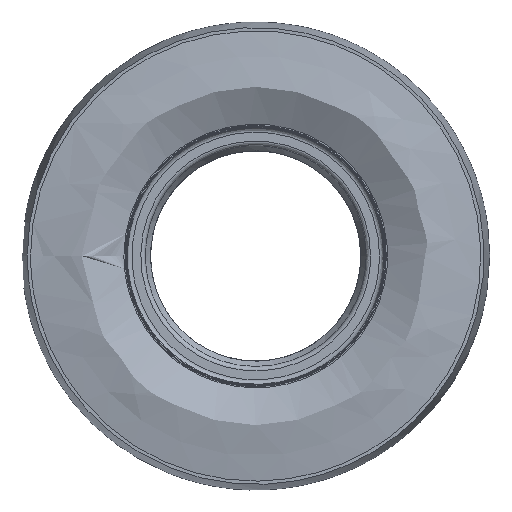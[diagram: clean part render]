
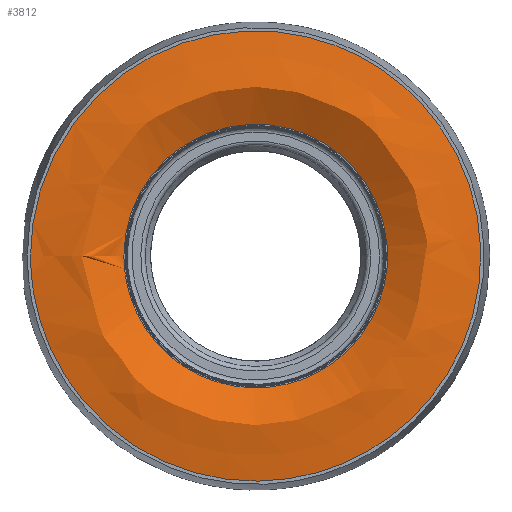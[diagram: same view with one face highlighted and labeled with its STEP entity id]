
A CAD part, left-side view. The second image highlights one B-rep face of the part: STEP entity #3812.
In plain terms, the highlighted free-form (B-spline) face has degree [3, 3] with [6, 7] control points.
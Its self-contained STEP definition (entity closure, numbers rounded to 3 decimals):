
#3796 = EDGE_CURVE('',#3797,#3797,#3799,.T.);
#3797 = VERTEX_POINT('',#3798);
#3798 = CARTESIAN_POINT('',(-138.525,266.889,0.));
#3799 = ( BOUNDED_CURVE() B_SPLINE_CURVE(2,(#3800,#3801,#3802,#3803,
#3804,#3805,#3806),.UNSPECIFIED.,.T.,.F.) B_SPLINE_CURVE_WITH_KNOTS((1,2
    ,2,2,2,1),(-2.094,0.,2.094,4.189,
6.283,8.378),.UNSPECIFIED.) CURVE() 
GEOMETRIC_REPRESENTATION_ITEM() RATIONAL_B_SPLINE_CURVE((1.,0.5,1.,0.5,
1.,0.5,1.)) REPRESENTATION_ITEM('') );
#3800 = CARTESIAN_POINT('',(-138.525,266.889,0.));
#3801 = CARTESIAN_POINT('',(-138.525,266.889,
    462.266));
#3802 = CARTESIAN_POINT('',(-138.525,-133.445,
    231.133));
#3803 = CARTESIAN_POINT('',(-138.525,-533.779,
    0.));
#3804 = CARTESIAN_POINT('',(-138.525,-133.445,
    -231.133));
#3805 = CARTESIAN_POINT('',(-138.525,266.889,
    -462.266));
#3806 = CARTESIAN_POINT('',(-138.525,266.889,0.));
#3812 = ADVANCED_FACE('',(#3813),#3838,.T.);
#3813 = FACE_BOUND('',#3814,.T.);
#3814 = EDGE_LOOP('',(#3815,#3816,#3827,#3837));
#3815 = ORIENTED_EDGE('',*,*,#3796,.T.);
#3816 = ORIENTED_EDGE('',*,*,#3817,.F.);
#3817 = EDGE_CURVE('',#3818,#3797,#3820,.T.);
#3818 = VERTEX_POINT('',#3819);
#3819 = CARTESIAN_POINT('',(-156.108,455.786,0.));
#3820 = B_SPLINE_CURVE_WITH_KNOTS('',3,(#3821,#3822,#3823,#3824,#3825,
    #3826),.UNSPECIFIED.,.F.,.F.,(4,1,1,4),(0.,0.6,
    0.7,1.),.UNSPECIFIED.);
#3821 = CARTESIAN_POINT('',(-156.108,455.786,0.));
#3822 = CARTESIAN_POINT('',(-156.108,420.243,0.));
#3823 = CARTESIAN_POINT('',(-166.963,403.248,0.));
#3824 = CARTESIAN_POINT('',(-179.738,327.732,0.));
#3825 = CARTESIAN_POINT('',(-138.525,291.241,0.));
#3826 = CARTESIAN_POINT('',(-138.525,266.889,0.));
#3827 = ORIENTED_EDGE('',*,*,#3828,.F.);
#3828 = EDGE_CURVE('',#3818,#3818,#3829,.T.);
#3829 = ( BOUNDED_CURVE() B_SPLINE_CURVE(2,(#3830,#3831,#3832,#3833,
#3834,#3835,#3836),.UNSPECIFIED.,.T.,.F.) B_SPLINE_CURVE_WITH_KNOTS((1,2
    ,2,2,2,1),(-2.094,0.,2.094,4.189,
6.283,8.378),.UNSPECIFIED.) CURVE() 
GEOMETRIC_REPRESENTATION_ITEM() RATIONAL_B_SPLINE_CURVE((1.,0.5,1.,0.5,
1.,0.5,1.)) REPRESENTATION_ITEM('') );
#3830 = CARTESIAN_POINT('',(-156.108,455.786,0.));
#3831 = CARTESIAN_POINT('',(-156.108,455.786,
    789.444));
#3832 = CARTESIAN_POINT('',(-156.108,-227.893,
    394.722));
#3833 = CARTESIAN_POINT('',(-156.108,-911.571,
    0.));
#3834 = CARTESIAN_POINT('',(-156.108,-227.893,
    -394.722));
#3835 = CARTESIAN_POINT('',(-156.108,455.786,
    -789.444));
#3836 = CARTESIAN_POINT('',(-156.108,455.786,0.));
#3837 = ORIENTED_EDGE('',*,*,#3817,.T.);
#3838 = ( BOUNDED_SURFACE() B_SPLINE_SURFACE(3,3,(
    (#3839,#3840,#3841,#3842,#3843,#3844,#3845)
    ,(#3846,#3847,#3848,#3849,#3850,#3851,#3852)
    ,(#3853,#3854,#3855,#3856,#3857,#3858,#3859)
    ,(#3860,#3861,#3862,#3863,#3864,#3865,#3866)
    ,(#3867,#3868,#3869,#3870,#3871,#3872,#3873)
    ,(#3874,#3875,#3876,#3877,#3878,#3879,#3880
)),.UNSPECIFIED.,.F.,.T.,.F.) B_SPLINE_SURFACE_WITH_KNOTS((4,1,1,4),(1,3
    ,3,3,1),(0.,0.6,0.7,1.),(-0.5,0.,0.5,1.,1.5),
.UNSPECIFIED.) GEOMETRIC_REPRESENTATION_ITEM() RATIONAL_B_SPLINE_SURFACE
((
    (1.,0.333,0.333,1.,0.333,0.333
      ,1.)
    ,(1.,0.333,0.333,1.,0.333,0.333
      ,1.)
    ,(1.,0.333,0.333,1.,0.333,0.333
      ,1.)
    ,(1.,0.333,0.333,1.,0.333,0.333
      ,1.)
    ,(1.,0.333,0.333,1.,0.333,0.333
      ,1.)
    ,(1.,0.333,0.333,1.,0.333,0.333
,1.))) REPRESENTATION_ITEM('') SURFACE() );
#3839 = CARTESIAN_POINT('',(-156.108,455.786,0.));
#3840 = CARTESIAN_POINT('',(-156.108,455.786,
    911.571));
#3841 = CARTESIAN_POINT('',(-156.108,-455.786,
    911.571));
#3842 = CARTESIAN_POINT('',(-156.108,-455.786,0.));
#3843 = CARTESIAN_POINT('',(-156.108,-455.786,
    -911.571));
#3844 = CARTESIAN_POINT('',(-156.108,455.786,
    -911.571));
#3845 = CARTESIAN_POINT('',(-156.108,455.786,0.));
#3846 = CARTESIAN_POINT('',(-156.108,420.243,0.));
#3847 = CARTESIAN_POINT('',(-156.108,420.243,
    840.487));
#3848 = CARTESIAN_POINT('',(-156.108,-420.243,
    840.487));
#3849 = CARTESIAN_POINT('',(-156.108,-420.243,0.));
#3850 = CARTESIAN_POINT('',(-156.108,-420.243,
    -840.487));
#3851 = CARTESIAN_POINT('',(-156.108,420.243,
    -840.487));
#3852 = CARTESIAN_POINT('',(-156.108,420.243,0.));
#3853 = CARTESIAN_POINT('',(-166.963,403.248,0.));
#3854 = CARTESIAN_POINT('',(-166.963,403.248,
    806.496));
#3855 = CARTESIAN_POINT('',(-166.963,-403.248,
    806.496));
#3856 = CARTESIAN_POINT('',(-166.963,-403.248,0.));
#3857 = CARTESIAN_POINT('',(-166.963,-403.248,
    -806.496));
#3858 = CARTESIAN_POINT('',(-166.963,403.248,
    -806.496));
#3859 = CARTESIAN_POINT('',(-166.963,403.248,0.));
#3860 = CARTESIAN_POINT('',(-179.738,327.732,0.));
#3861 = CARTESIAN_POINT('',(-179.738,327.732,
    655.465));
#3862 = CARTESIAN_POINT('',(-179.738,-327.732,
    655.465));
#3863 = CARTESIAN_POINT('',(-179.738,-327.732,0.));
#3864 = CARTESIAN_POINT('',(-179.738,-327.732,
    -655.465));
#3865 = CARTESIAN_POINT('',(-179.738,327.732,
    -655.465));
#3866 = CARTESIAN_POINT('',(-179.738,327.732,0.));
#3867 = CARTESIAN_POINT('',(-138.525,291.241,0.));
#3868 = CARTESIAN_POINT('',(-138.525,291.241,
    582.481));
#3869 = CARTESIAN_POINT('',(-138.525,-291.241,
    582.481));
#3870 = CARTESIAN_POINT('',(-138.525,-291.241,0.));
#3871 = CARTESIAN_POINT('',(-138.525,-291.241,
    -582.481));
#3872 = CARTESIAN_POINT('',(-138.525,291.241,
    -582.481));
#3873 = CARTESIAN_POINT('',(-138.525,291.241,0.));
#3874 = CARTESIAN_POINT('',(-138.525,266.889,0.));
#3875 = CARTESIAN_POINT('',(-138.525,266.889,
    533.779));
#3876 = CARTESIAN_POINT('',(-138.525,-266.889,
    533.779));
#3877 = CARTESIAN_POINT('',(-138.525,-266.889,0.));
#3878 = CARTESIAN_POINT('',(-138.525,-266.889,
    -533.779));
#3879 = CARTESIAN_POINT('',(-138.525,266.889,
    -533.779));
#3880 = CARTESIAN_POINT('',(-138.525,266.889,0.));
